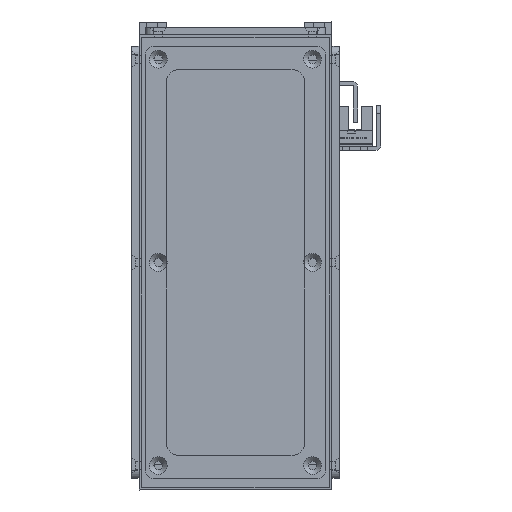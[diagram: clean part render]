
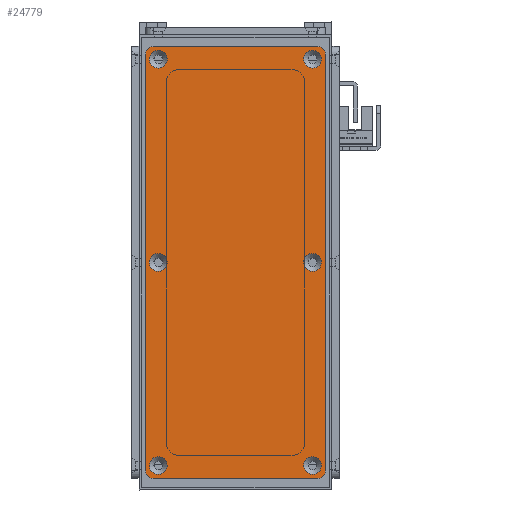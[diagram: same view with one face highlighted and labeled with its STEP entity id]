
A CAD part, left-side view. The second image highlights one B-rep face of the part: STEP entity #24779.
In plain terms, the highlighted face is planar.
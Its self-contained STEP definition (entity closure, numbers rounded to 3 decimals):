
#974=PLANE('',#27742);
#1472=FACE_BOUND('',#5154,.T.);
#1473=FACE_BOUND('',#5155,.T.);
#1474=FACE_BOUND('',#5156,.T.);
#1475=FACE_BOUND('',#5157,.T.);
#1476=FACE_BOUND('',#5158,.T.);
#1477=FACE_BOUND('',#5159,.T.);
#3395=FACE_OUTER_BOUND('',#5153,.T.);
#5153=EDGE_LOOP('',(#22828,#22829,#22830,#22831,#22832,#22833,#22834,#22835));
#5154=EDGE_LOOP('',(#22836));
#5155=EDGE_LOOP('',(#22837));
#5156=EDGE_LOOP('',(#22838));
#5157=EDGE_LOOP('',(#22839));
#5158=EDGE_LOOP('',(#22840));
#5159=EDGE_LOOP('',(#22841));
#7199=LINE('',#42638,#9286);
#7202=LINE('',#42646,#9289);
#7205=LINE('',#42654,#9292);
#7208=LINE('',#42661,#9295);
#9286=VECTOR('',#34704,10.);
#9289=VECTOR('',#34713,10.);
#9292=VECTOR('',#34722,10.);
#9295=VECTOR('',#34731,10.);
#10683=CIRCLE('',#27696,3.45);
#10686=CIRCLE('',#27701,3.45);
#10689=CIRCLE('',#27706,3.45);
#10692=CIRCLE('',#27711,3.45);
#10695=CIRCLE('',#27716,3.45);
#10698=CIRCLE('',#27721,3.45);
#10705=CIRCLE('',#27731,3.);
#10706=CIRCLE('',#27734,3.);
#10707=CIRCLE('',#27737,3.);
#10708=CIRCLE('',#27740,3.);
#12862=VERTEX_POINT('',#42554);
#12865=VERTEX_POINT('',#42564);
#12868=VERTEX_POINT('',#42574);
#12871=VERTEX_POINT('',#42584);
#12874=VERTEX_POINT('',#42594);
#12877=VERTEX_POINT('',#42604);
#12888=VERTEX_POINT('',#42631);
#12889=VERTEX_POINT('',#42633);
#12890=VERTEX_POINT('',#42637);
#12891=VERTEX_POINT('',#42641);
#12892=VERTEX_POINT('',#42645);
#12893=VERTEX_POINT('',#42649);
#12894=VERTEX_POINT('',#42653);
#12895=VERTEX_POINT('',#42657);
#16190=EDGE_CURVE('',#12862,#12862,#10683,.T.);
#16195=EDGE_CURVE('',#12865,#12865,#10686,.T.);
#16200=EDGE_CURVE('',#12868,#12868,#10689,.T.);
#16205=EDGE_CURVE('',#12871,#12871,#10692,.T.);
#16210=EDGE_CURVE('',#12874,#12874,#10695,.T.);
#16215=EDGE_CURVE('',#12877,#12877,#10698,.T.);
#16229=EDGE_CURVE('',#12889,#12888,#10705,.T.);
#16231=EDGE_CURVE('',#12890,#12889,#7199,.T.);
#16233=EDGE_CURVE('',#12891,#12890,#10706,.T.);
#16235=EDGE_CURVE('',#12892,#12891,#7202,.T.);
#16237=EDGE_CURVE('',#12893,#12892,#10707,.T.);
#16239=EDGE_CURVE('',#12894,#12893,#7205,.T.);
#16241=EDGE_CURVE('',#12895,#12894,#10708,.T.);
#16243=EDGE_CURVE('',#12888,#12895,#7208,.T.);
#22828=ORIENTED_EDGE('',*,*,#16243,.T.);
#22829=ORIENTED_EDGE('',*,*,#16241,.T.);
#22830=ORIENTED_EDGE('',*,*,#16239,.T.);
#22831=ORIENTED_EDGE('',*,*,#16237,.T.);
#22832=ORIENTED_EDGE('',*,*,#16235,.T.);
#22833=ORIENTED_EDGE('',*,*,#16233,.T.);
#22834=ORIENTED_EDGE('',*,*,#16231,.T.);
#22835=ORIENTED_EDGE('',*,*,#16229,.T.);
#22836=ORIENTED_EDGE('',*,*,#16190,.T.);
#22837=ORIENTED_EDGE('',*,*,#16195,.T.);
#22838=ORIENTED_EDGE('',*,*,#16200,.T.);
#22839=ORIENTED_EDGE('',*,*,#16205,.T.);
#22840=ORIENTED_EDGE('',*,*,#16210,.T.);
#22841=ORIENTED_EDGE('',*,*,#16215,.T.);
#24779=ADVANCED_FACE('',(#3395,#1472,#1473,#1474,#1475,#1476,#1477),#974,
 .T.);
#27696=AXIS2_PLACEMENT_3D('',#42555,#34612,#34613);
#27701=AXIS2_PLACEMENT_3D('',#42565,#34624,#34625);
#27706=AXIS2_PLACEMENT_3D('',#42575,#34636,#34637);
#27711=AXIS2_PLACEMENT_3D('',#42585,#34648,#34649);
#27716=AXIS2_PLACEMENT_3D('',#42595,#34660,#34661);
#27721=AXIS2_PLACEMENT_3D('',#42605,#34672,#34673);
#27731=AXIS2_PLACEMENT_3D('',#42634,#34699,#34700);
#27734=AXIS2_PLACEMENT_3D('',#42642,#34708,#34709);
#27737=AXIS2_PLACEMENT_3D('',#42650,#34717,#34718);
#27740=AXIS2_PLACEMENT_3D('',#42658,#34726,#34727);
#27742=AXIS2_PLACEMENT_3D('',#42662,#34732,#34733);
#34612=DIRECTION('center_axis',(0.,0.,-1.));
#34613=DIRECTION('ref_axis',(1.,0.,0.));
#34624=DIRECTION('center_axis',(0.,0.,-1.));
#34625=DIRECTION('ref_axis',(1.,0.,0.));
#34636=DIRECTION('center_axis',(0.,0.,-1.));
#34637=DIRECTION('ref_axis',(1.,0.,0.));
#34648=DIRECTION('center_axis',(0.,0.,-1.));
#34649=DIRECTION('ref_axis',(1.,0.,0.));
#34660=DIRECTION('center_axis',(0.,0.,-1.));
#34661=DIRECTION('ref_axis',(1.,0.,0.));
#34672=DIRECTION('center_axis',(0.,0.,-1.));
#34673=DIRECTION('ref_axis',(1.,0.,0.));
#34699=DIRECTION('center_axis',(0.,0.,1.));
#34700=DIRECTION('ref_axis',(-1.,0.,0.));
#34704=DIRECTION('',(0.,1.,0.));
#34708=DIRECTION('center_axis',(0.,0.,1.));
#34709=DIRECTION('ref_axis',(0.,1.,0.));
#34713=DIRECTION('',(1.,0.,0.));
#34717=DIRECTION('center_axis',(0.,0.,1.));
#34718=DIRECTION('ref_axis',(1.,0.,0.));
#34722=DIRECTION('',(0.,-1.,0.));
#34726=DIRECTION('center_axis',(0.,0.,1.));
#34727=DIRECTION('ref_axis',(0.,-1.,0.));
#34731=DIRECTION('',(-1.,0.,0.));
#34732=DIRECTION('center_axis',(0.,0.,1.));
#34733=DIRECTION('ref_axis',(1.,0.,0.));
#42554=CARTESIAN_POINT('',(-3.45,30.,1.5));
#42555=CARTESIAN_POINT('Origin',(0.,30.,1.5));
#42564=CARTESIAN_POINT('',(75.55,-30.,1.5));
#42565=CARTESIAN_POINT('Origin',(79.,-30.,1.5));
#42574=CARTESIAN_POINT('',(-82.45,30.,1.5));
#42575=CARTESIAN_POINT('Origin',(-79.,30.,1.5));
#42584=CARTESIAN_POINT('',(75.55,30.,1.5));
#42585=CARTESIAN_POINT('Origin',(79.,30.,1.5));
#42594=CARTESIAN_POINT('',(-82.45,-30.,1.5));
#42595=CARTESIAN_POINT('Origin',(-79.,-30.,1.5));
#42604=CARTESIAN_POINT('',(-3.45,-30.,1.5));
#42605=CARTESIAN_POINT('Origin',(0.,-30.,1.5));
#42631=CARTESIAN_POINT('',(81.,35.,1.5));
#42633=CARTESIAN_POINT('',(84.,32.,1.5));
#42634=CARTESIAN_POINT('Origin',(81.,32.,1.5));
#42637=CARTESIAN_POINT('',(84.,-32.,1.5));
#42638=CARTESIAN_POINT('',(84.,32.,1.5));
#42641=CARTESIAN_POINT('',(81.,-35.,1.5));
#42642=CARTESIAN_POINT('Origin',(81.,-32.,1.5));
#42645=CARTESIAN_POINT('',(-81.,-35.,1.5));
#42646=CARTESIAN_POINT('',(81.,-35.,1.5));
#42649=CARTESIAN_POINT('',(-84.,-32.,1.5));
#42650=CARTESIAN_POINT('Origin',(-81.,-32.,1.5));
#42653=CARTESIAN_POINT('',(-84.,32.,1.5));
#42654=CARTESIAN_POINT('',(-84.,-32.,1.5));
#42657=CARTESIAN_POINT('',(-81.,35.,1.5));
#42658=CARTESIAN_POINT('Origin',(-81.,32.,1.5));
#42661=CARTESIAN_POINT('',(-81.,35.,1.5));
#42662=CARTESIAN_POINT('Origin',(0.,0.,
1.5));
